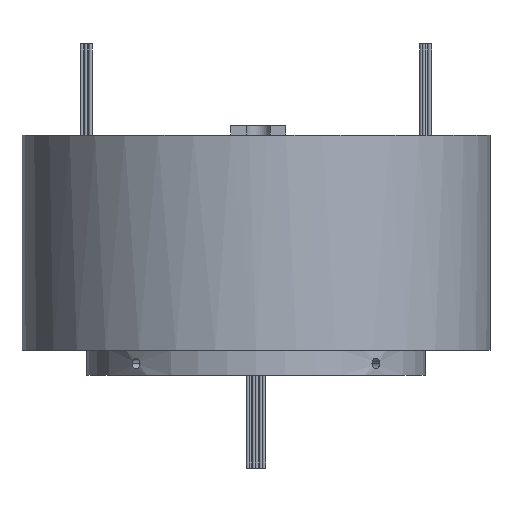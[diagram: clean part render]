
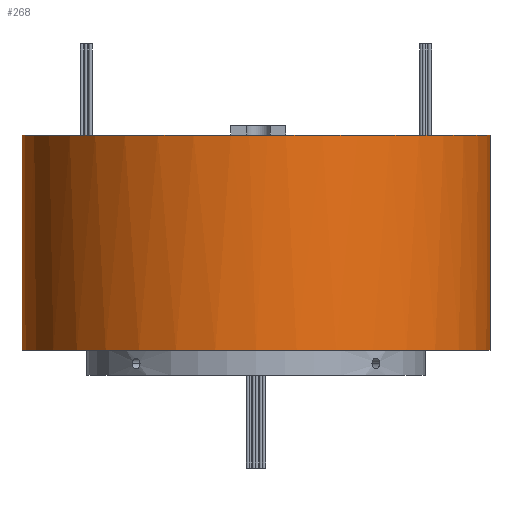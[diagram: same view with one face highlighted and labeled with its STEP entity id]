
A CAD part, front view. The second image highlights one B-rep face of the part: STEP entity #268.
In plain terms, the highlighted cylindrical face has radius 149 mm (diameter 298 mm), a partial arc.
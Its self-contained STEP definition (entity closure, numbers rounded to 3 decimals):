
#268=ADVANCED_FACE('',(#546),#434,.T.);
#434=CYLINDRICAL_SURFACE('',#3228,149.);
#546=FACE_OUTER_BOUND('',#761,.T.);
#761=EDGE_LOOP('',(#1606,#1607,#1608,#1609,#1610,#1611));
#996=LINE('',#5184,#1176);
#997=LINE('',#5188,#1177);
#1176=VECTOR('',#3819,1.);
#1177=VECTOR('',#3822,1.);
#1606=ORIENTED_EDGE('',*,*,#2577,.T.);
#1607=ORIENTED_EDGE('',*,*,#2589,.F.);
#1608=ORIENTED_EDGE('',*,*,#2655,.F.);
#1609=ORIENTED_EDGE('',*,*,#2656,.F.);
#1610=ORIENTED_EDGE('',*,*,#2579,.F.);
#1611=ORIENTED_EDGE('',*,*,#2654,.T.);
#2294=VERTEX_POINT('',#5182);
#2296=VERTEX_POINT('',#5185);
#2297=VERTEX_POINT('',#5187);
#2298=VERTEX_POINT('',#5189);
#2304=VERTEX_POINT('',#5266);
#2324=VERTEX_POINT('',#5424);
#2577=EDGE_CURVE('',#2296,#2294,#996,.T.);
#2579=EDGE_CURVE('',#2297,#2298,#997,.T.);
#2589=EDGE_CURVE('',#2304,#2294,#2880,.T.);
#2654=EDGE_CURVE('',#2297,#2296,#2936,.T.);
#2655=EDGE_CURVE('',#2324,#2304,#2937,.T.);
#2656=EDGE_CURVE('',#2298,#2324,#2938,.T.);
#2880=CIRCLE('',#3158,149.);
#2936=CIRCLE('',#3224,149.);
#2937=CIRCLE('',#3226,149.);
#2938=CIRCLE('',#3227,149.);
#3158=AXIS2_PLACEMENT_3D('',#5267,#3838,#3839);
#3224=AXIS2_PLACEMENT_3D('',#5421,#3977,#3978);
#3226=AXIS2_PLACEMENT_3D('',#5423,#3981,#3982);
#3227=AXIS2_PLACEMENT_3D('',#5425,#3983,#3984);
#3228=AXIS2_PLACEMENT_3D('',#5426,#3985,#3986);
#3819=DIRECTION('',(0.,0.,1.));
#3822=DIRECTION('',(0.,0.,1.));
#3838=DIRECTION('',(0.,0.,1.));
#3839=DIRECTION('',(1.,0.,0.));
#3977=DIRECTION('',(0.,0.,1.));
#3978=DIRECTION('',(1.,0.,0.));
#3981=DIRECTION('',(0.,0.,1.));
#3982=DIRECTION('',(1.,0.,0.));
#3983=DIRECTION('',(0.,0.,1.));
#3984=DIRECTION('',(1.,0.,0.));
#3985=DIRECTION('',(0.,0.,-1.));
#3986=DIRECTION('',(1.,0.,0.));
#5182=CARTESIAN_POINT('',(149.,0.,153.));
#5184=CARTESIAN_POINT('',(149.,0.,153.));
#5185=CARTESIAN_POINT('',(149.,0.,16.));
#5187=CARTESIAN_POINT('',(-149.,0.,16.));
#5188=CARTESIAN_POINT('',(-149.,0.,153.));
#5189=CARTESIAN_POINT('',(-149.,0.,153.));
#5266=CARTESIAN_POINT('',(19.,-147.784,153.));
#5267=CARTESIAN_POINT('',(0.,0.,153.));
#5421=CARTESIAN_POINT('',(0.,0.,16.));
#5423=CARTESIAN_POINT('',(0.,0.,153.));
#5424=CARTESIAN_POINT('',(-16.,-148.138,153.));
#5425=CARTESIAN_POINT('',(0.,0.,153.));
#5426=CARTESIAN_POINT('',(0.,0.,153.));
